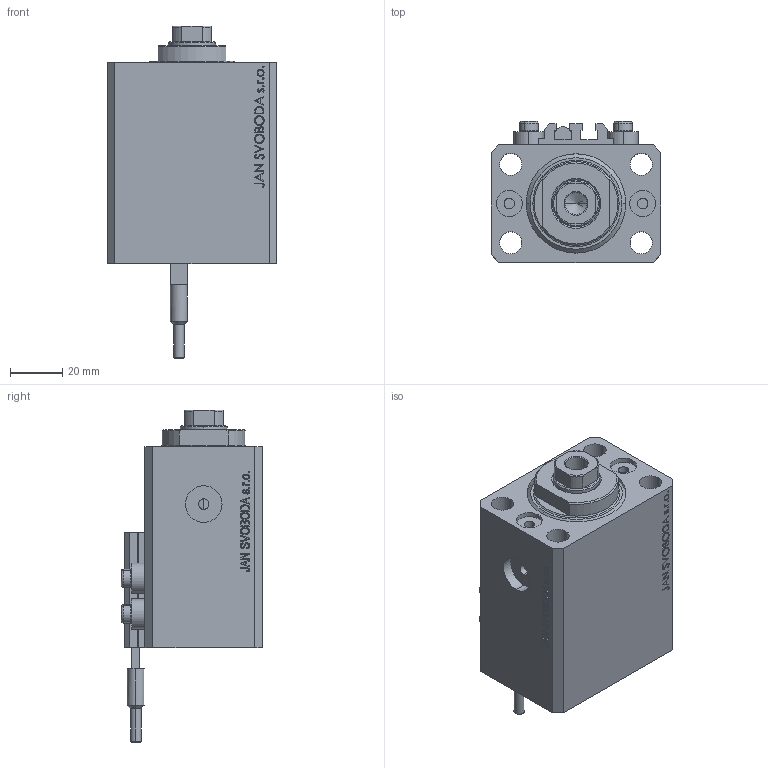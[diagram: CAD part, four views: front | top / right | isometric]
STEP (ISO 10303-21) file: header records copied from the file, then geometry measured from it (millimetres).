
FILE_DESCRIPTION (( 'STEP AP203' ), '1' );
FILE_NAME ('1c5d.STEP', '2024-02-19T09:00:50', ( '' ), ( '' ), 'SwSTEP 2.0', 'SolidWorks 2019', '' );
FILE_SCHEMA (( 'CONFIG_CONTROL_DESIGN' ));
Length unit declared in the file: millimetre
Products named in the file (6): V250CE_VC_C 4846ed94e947a6edf1c900c633769400; V250CE_C_VCP 4846ed94e947a6edf1c900c633769400; ALLEN BOLT V250CE 4846ed94e947a6edf1c900c633769400; V250CE_C_Body 4846ed94e947a6edf1c900c633769400; 1c5d; SWITCH_V250CE 4846ed94e947a6edf1c900c633769400
Assembly tree (8 placements, depth 2):
  1c5d
    V250CE_C_Body 4846ed94e947a6edf1c900c633769400
    ALLEN BOLT V250CE 4846ed94e947a6edf1c900c633769400  x4
    V250CE_C_VCP 4846ed94e947a6edf1c900c633769400
    V250CE_VC_C 4846ed94e947a6edf1c900c633769400
    SWITCH_V250CE 4846ed94e947a6edf1c900c633769400
Bounding box: 65 x 54 x 127 mm (x, y, z)
Volume: 213725.3 mm3; surface area: 58640.6 mm2
Topology: 9 solids, 9 shells, 1060 faces, 2652 edges, 1729 vertices
Faces by surface type: plane 520, bspline 374, cylinder 92, cone 58, torus 16
Entity records: 48009 total; most frequent: CARTESIAN_POINT 25987, ORIENTED_EDGE 4994, DIRECTION 3165, EDGE_CURVE 2497, VERTEX_POINT 1645, VECTOR 1515, LINE 1515, EDGE_LOOP 1108
